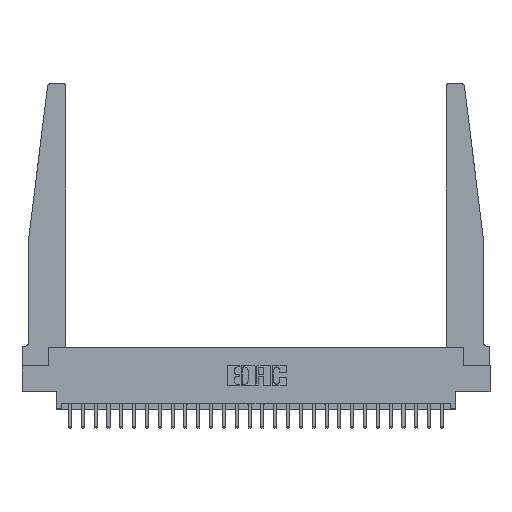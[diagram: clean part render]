
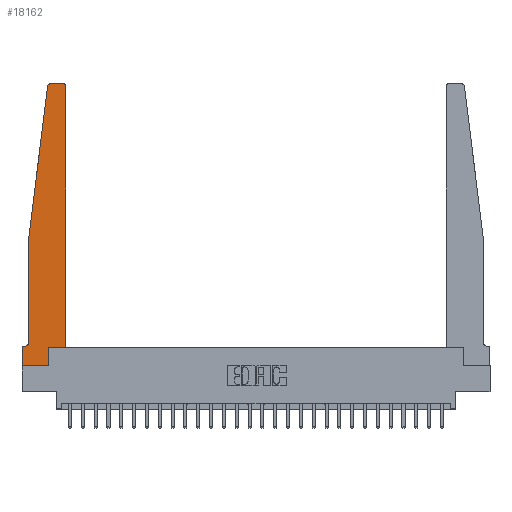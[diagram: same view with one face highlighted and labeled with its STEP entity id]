
A CAD part, top view. The second image highlights one B-rep face of the part: STEP entity #18162.
In plain terms, the highlighted planar face has unit normal (0, 0, 1).
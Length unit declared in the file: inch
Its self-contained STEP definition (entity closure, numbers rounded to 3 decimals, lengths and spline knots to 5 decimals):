
#91 = VERTEX_POINT ( 'NONE', #25320 ) ;
#178 = FACE_OUTER_BOUND ( 'NONE', #24927, .T. ) ;
#377 = DIRECTION ( 'NONE',  ( 1., 0., 0. ) ) ;
#600 = VERTEX_POINT ( 'NONE', #23347 ) ;
#648 = CARTESIAN_POINT ( 'NONE',  ( 0., 0., 0.37 ) ) ;
#912 = EDGE_CURVE ( 'NONE', #17731, #10063, #4815, .T. ) ;
#1249 = DIRECTION ( 'NONE',  ( 0., -1., 0. ) ) ;
#1658 = LINE ( 'NONE', #11514, #4824 ) ;
#2230 = CARTESIAN_POINT ( 'NONE',  ( 0.2605, 0.18, 0.37 ) ) ;
#2257 = EDGE_CURVE ( 'NONE', #8222, #11762, #7307, .T. ) ;
#2652 = LINE ( 'NONE', #648, #13718 ) ;
#2750 = CARTESIAN_POINT ( 'NONE',  ( 0.395, 2.75, 0.37 ) ) ;
#2912 = CARTESIAN_POINT ( 'NONE',  ( 0.2605, 0.18, 0.37 ) ) ;
#2951 = EDGE_CURVE ( 'NONE', #4539, #7531, #6337, .T. ) ;
#3006 = DIRECTION ( 'NONE',  ( 1., 0., 0. ) ) ;
#3729 = CARTESIAN_POINT ( 'NONE',  ( 0.2605, 0., 0.37 ) ) ;
#3831 = DIRECTION ( 'NONE',  ( 1., 0., 0. ) ) ;
#4218 = EDGE_CURVE ( 'NONE', #7531, #21361, #14822, .T. ) ;
#4298 = LINE ( 'NONE', #10095, #22881 ) ;
#4539 = VERTEX_POINT ( 'NONE', #19673 ) ;
#4815 = LINE ( 'NONE', #23462, #23872 ) ;
#4824 = VECTOR ( 'NONE', #1249, 39.37008 ) ;
#4946 = DIRECTION ( 'NONE',  ( -1., 0., 0. ) ) ;
#5204 = EDGE_CURVE ( 'NONE', #91, #12640, #24316, .T. ) ;
#5694 = CIRCLE ( 'NONE', #20841, 0.03 ) ;
#6330 = CARTESIAN_POINT ( 'NONE',  ( 0.015, 0.1875, 0.37 ) ) ;
#6337 = CIRCLE ( 'NONE', #9328, 0.05 ) ;
#6404 = DIRECTION ( 'NONE',  ( 0., 0., -1. ) ) ;
#6539 = CARTESIAN_POINT ( 'NONE',  ( 0.065, 0.1875, 0.37 ) ) ;
#7307 = LINE ( 'NONE', #11394, #20970 ) ;
#7531 = VERTEX_POINT ( 'NONE', #6330 ) ;
#8148 = ORIENTED_EDGE ( 'NONE', *, *, #5204, .T. ) ;
#8222 = VERTEX_POINT ( 'NONE', #2912 ) ;
#8228 = PLANE ( 'NONE',  #20243 ) ;
#8277 = CARTESIAN_POINT ( 'NONE',  ( 0., 0., 0.37 ) ) ;
#8694 = DIRECTION ( 'NONE',  ( 0., 1., 0. ) ) ;
#8700 = CARTESIAN_POINT ( 'NONE',  ( 0.065, 1.25, 0.37 ) ) ;
#8744 = ORIENTED_EDGE ( 'NONE', *, *, #912, .T. ) ;
#9328 = AXIS2_PLACEMENT_3D ( 'NONE', #24900, #6404, #14289 ) ;
#9459 = CARTESIAN_POINT ( 'NONE',  ( 0.395, 2.72, 0.37 ) ) ;
#9464 = CARTESIAN_POINT ( 'NONE',  ( 0.425, 0.18, 0.37 ) ) ;
#10063 = VERTEX_POINT ( 'NONE', #20739 ) ;
#10095 = CARTESIAN_POINT ( 'NONE',  ( 0., 0., 0.37 ) ) ;
#10681 = VECTOR ( 'NONE', #16591, 39.37008 ) ;
#10837 = DIRECTION ( 'NONE',  ( 0., 0., 1. ) ) ;
#11251 = CARTESIAN_POINT ( 'NONE',  ( 0.425, 0.18, 0.37 ) ) ;
#11394 = CARTESIAN_POINT ( 'NONE',  ( 0.425, 0.18, 0.37 ) ) ;
#11514 = CARTESIAN_POINT ( 'NONE',  ( 0.065, 1.25, 0.37 ) ) ;
#11762 = VERTEX_POINT ( 'NONE', #11251 ) ;
#11816 = ORIENTED_EDGE ( 'NONE', *, *, #20890, .T. ) ;
#12099 = DIRECTION ( 'NONE',  ( 1., 0., 0. ) ) ;
#12527 = VECTOR ( 'NONE', #17011, 39.37008 ) ;
#12640 = VERTEX_POINT ( 'NONE', #24948 ) ;
#12811 = ORIENTED_EDGE ( 'NONE', *, *, #4218, .T. ) ;
#12949 = CIRCLE ( 'NONE', #18563, 0.03 ) ;
#13585 = LINE ( 'NONE', #9464, #25446 ) ;
#13718 = VECTOR ( 'NONE', #377, 39.37008 ) ;
#14289 = DIRECTION ( 'NONE',  ( -1., 0., 0. ) ) ;
#14547 = VERTEX_POINT ( 'NONE', #3729 ) ;
#14793 = ORIENTED_EDGE ( 'NONE', *, *, #2257, .T. ) ;
#14822 = LINE ( 'NONE', #6539, #10681 ) ;
#15455 = CARTESIAN_POINT ( 'NONE',  ( 0., 0.1875, 0.37 ) ) ;
#15481 = ORIENTED_EDGE ( 'NONE', *, *, #16398, .T. ) ;
#15931 = VECTOR ( 'NONE', #21145, 39.37008 ) ;
#16398 = EDGE_CURVE ( 'NONE', #14547, #8222, #19128, .T. ) ;
#16591 = DIRECTION ( 'NONE',  ( -1., 0., 0. ) ) ;
#17011 = DIRECTION ( 'NONE',  ( -0.122, -0.992, 0. ) ) ;
#17189 = ORIENTED_EDGE ( 'NONE', *, *, #19691, .T. ) ;
#17251 = EDGE_CURVE ( 'NONE', #26352, #14547, #2652, .T. ) ;
#17731 = VERTEX_POINT ( 'NONE', #2750 ) ;
#17904 = DIRECTION ( 'NONE',  ( 0., 0., 1. ) ) ;
#18162 = ADVANCED_FACE ( 'NONE', ( #178 ), #8228, .T. ) ;
#18313 = CARTESIAN_POINT ( 'NONE',  ( 0.27653, 2.72, 0.37 ) ) ;
#18563 = AXIS2_PLACEMENT_3D ( 'NONE', #9459, #17904, #12099 ) ;
#19100 = DIRECTION ( 'NONE',  ( 1., 0., 0. ) ) ;
#19128 = LINE ( 'NONE', #2230, #15931 ) ;
#19673 = CARTESIAN_POINT ( 'NONE',  ( 0.065, 0.2375, 0.37 ) ) ;
#19691 = EDGE_CURVE ( 'NONE', #600, #17731, #12949, .T. ) ;
#20029 = ORIENTED_EDGE ( 'NONE', *, *, #23572, .T. ) ;
#20243 = AXIS2_PLACEMENT_3D ( 'NONE', #24736, #10837, #19100 ) ;
#20561 = DIRECTION ( 'NONE',  ( 0., -1., 0. ) ) ;
#20737 = EDGE_CURVE ( 'NONE', #21361, #26352, #4298, .T. ) ;
#20739 = CARTESIAN_POINT ( 'NONE',  ( 0.27653, 2.75, 0.37 ) ) ;
#20841 = AXIS2_PLACEMENT_3D ( 'NONE', #18313, #24601, #3831 ) ;
#20890 = EDGE_CURVE ( 'NONE', #11762, #600, #13585, .T. ) ;
#20970 = VECTOR ( 'NONE', #3006, 39.37008 ) ;
#21145 = DIRECTION ( 'NONE',  ( 0., 1., 0. ) ) ;
#21361 = VERTEX_POINT ( 'NONE', #15455 ) ;
#22516 = ORIENTED_EDGE ( 'NONE', *, *, #20737, .T. ) ;
#22881 = VECTOR ( 'NONE', #20561, 39.37008 ) ;
#23347 = CARTESIAN_POINT ( 'NONE',  ( 0.425, 2.72, 0.37 ) ) ;
#23462 = CARTESIAN_POINT ( 'NONE',  ( 0.25, 2.75, 0.37 ) ) ;
#23572 = EDGE_CURVE ( 'NONE', #10063, #91, #5694, .T. ) ;
#23663 = ORIENTED_EDGE ( 'NONE', *, *, #2951, .T. ) ;
#23872 = VECTOR ( 'NONE', #4946, 39.37008 ) ;
#24316 = LINE ( 'NONE', #8700, #12527 ) ;
#24601 = DIRECTION ( 'NONE',  ( 0., 0., 1. ) ) ;
#24736 = CARTESIAN_POINT ( 'NONE',  ( 0., 0.1875, 0.37 ) ) ;
#24900 = CARTESIAN_POINT ( 'NONE',  ( 0.015, 0.2375, 0.37 ) ) ;
#24927 = EDGE_LOOP ( 'NONE', ( #8744, #20029, #8148, #25604, #23663, #12811, #22516, #26239, #15481, #14793, #11816, #17189 ) ) ;
#24948 = CARTESIAN_POINT ( 'NONE',  ( 0.065, 1.25, 0.37 ) ) ;
#25320 = CARTESIAN_POINT ( 'NONE',  ( 0.24675, 2.72367, 0.37 ) ) ;
#25367 = EDGE_CURVE ( 'NONE', #12640, #4539, #1658, .T. ) ;
#25446 = VECTOR ( 'NONE', #8694, 39.37008 ) ;
#25604 = ORIENTED_EDGE ( 'NONE', *, *, #25367, .T. ) ;
#26239 = ORIENTED_EDGE ( 'NONE', *, *, #17251, .T. ) ;
#26352 = VERTEX_POINT ( 'NONE', #8277 ) ;
